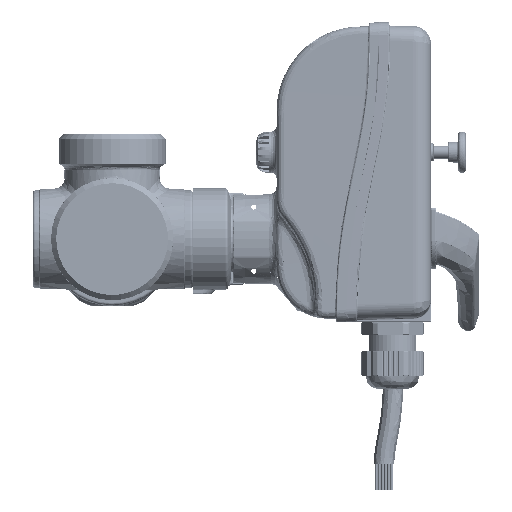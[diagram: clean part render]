
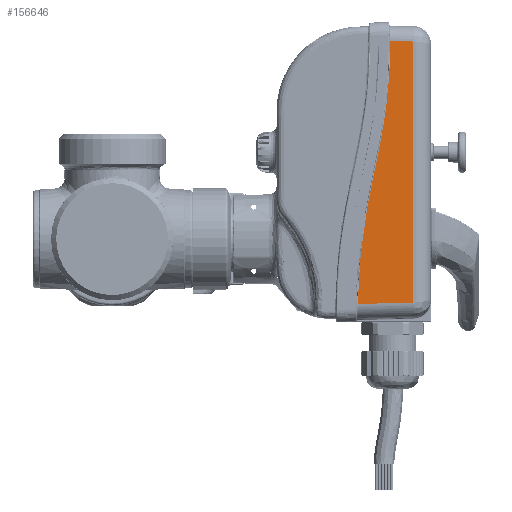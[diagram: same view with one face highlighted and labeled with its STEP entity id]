
A CAD part, left-side view. The second image highlights one B-rep face of the part: STEP entity #156646.
In plain terms, the highlighted planar face has unit normal (1, 0.026, 0).
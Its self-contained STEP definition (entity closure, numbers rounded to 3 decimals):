
#156506=CARTESIAN_POINT('Axis2P3D Location',(-34.521,-273.611,124.208)) ;
#156512=CARTESIAN_POINT('Control Point',(-34.521,-273.611,21.595)) ;
#156513=CARTESIAN_POINT('Control Point',(-35.091,-251.855,21.025)) ;
#156514=CARTESIAN_POINT('Vertex',(-34.521,-273.611,21.595)) ;
#156516=CARTESIAN_POINT('Vertex',(-35.091,-251.855,21.025)) ;
#156520=CARTESIAN_POINT('Control Point',(-35.091,-251.855,21.025)) ;
#156521=CARTESIAN_POINT('Control Point',(-35.088,-251.966,27.658)) ;
#156522=CARTESIAN_POINT('Control Point',(-35.076,-252.408,33.946)) ;
#156523=CARTESIAN_POINT('Vertex',(-35.076,-252.408,33.946)) ;
#156527=CARTESIAN_POINT('Control Point',(-35.076,-252.408,33.946)) ;
#156528=CARTESIAN_POINT('Control Point',(-35.064,-252.869,40.519)) ;
#156529=CARTESIAN_POINT('Control Point',(-35.042,-253.698,46.813)) ;
#156530=CARTESIAN_POINT('Vertex',(-35.042,-253.698,46.813)) ;
#156534=CARTESIAN_POINT('Control Point',(-35.042,-253.698,46.813)) ;
#156535=CARTESIAN_POINT('Control Point',(-35.031,-254.112,49.953)) ;
#156536=CARTESIAN_POINT('Control Point',(-35.017,-254.645,53.209)) ;
#156537=CARTESIAN_POINT('Vertex',(-35.017,-254.645,53.209)) ;
#156541=CARTESIAN_POINT('Control Point',(-35.017,-254.645,53.209)) ;
#156542=CARTESIAN_POINT('Control Point',(-35.005,-255.132,56.185)) ;
#156543=CARTESIAN_POINT('Control Point',(-34.988,-255.77,59.578)) ;
#156544=CARTESIAN_POINT('Vertex',(-34.988,-255.77,59.578)) ;
#156548=CARTESIAN_POINT('Control Point',(-34.988,-255.77,59.578)) ;
#156549=CARTESIAN_POINT('Control Point',(-34.974,-256.301,62.405)) ;
#156550=CARTESIAN_POINT('Control Point',(-34.955,-257.013,65.927)) ;
#156551=CARTESIAN_POINT('Vertex',(-34.955,-257.013,65.927)) ;
#156555=CARTESIAN_POINT('Control Point',(-34.955,-257.013,65.927)) ;
#156556=CARTESIAN_POINT('Control Point',(-34.948,-257.299,67.34)) ;
#156557=CARTESIAN_POINT('Control Point',(-34.939,-257.661,69.097)) ;
#156558=CARTESIAN_POINT('Vertex',(-34.939,-257.661,69.097)) ;
#156562=CARTESIAN_POINT('Control Point',(-34.939,-257.661,69.097)) ;
#156563=CARTESIAN_POINT('Control Point',(-34.933,-257.884,70.181)) ;
#156564=CARTESIAN_POINT('Control Point',(-34.921,-258.316,72.266)) ;
#156565=CARTESIAN_POINT('Vertex',(-34.921,-258.316,72.266)) ;
#156569=CARTESIAN_POINT('Control Point',(-34.921,-258.316,72.266)) ;
#156570=CARTESIAN_POINT('Control Point',(-34.91,-258.761,74.41)) ;
#156571=CARTESIAN_POINT('Control Point',(-34.904,-258.972,75.435)) ;
#156572=CARTESIAN_POINT('Vertex',(-34.904,-258.972,75.435)) ;
#156576=CARTESIAN_POINT('Control Point',(-34.904,-258.972,75.435)) ;
#156577=CARTESIAN_POINT('Control Point',(-34.895,-259.336,77.201)) ;
#156578=CARTESIAN_POINT('Control Point',(-34.887,-259.621,78.607)) ;
#156579=CARTESIAN_POINT('Vertex',(-34.887,-259.621,78.607)) ;
#156583=CARTESIAN_POINT('Control Point',(-34.887,-259.621,78.607)) ;
#156584=CARTESIAN_POINT('Control Point',(-34.868,-260.336,82.138)) ;
#156585=CARTESIAN_POINT('Control Point',(-34.855,-260.868,84.961)) ;
#156586=CARTESIAN_POINT('Vertex',(-34.855,-260.868,84.961)) ;
#156590=CARTESIAN_POINT('Control Point',(-34.855,-260.868,84.961)) ;
#156591=CARTESIAN_POINT('Control Point',(-34.838,-261.508,88.361)) ;
#156592=CARTESIAN_POINT('Control Point',(-34.825,-261.999,91.338)) ;
#156593=CARTESIAN_POINT('Vertex',(-34.825,-261.999,91.338)) ;
#156597=CARTESIAN_POINT('Control Point',(-34.825,-261.999,91.338)) ;
#156598=CARTESIAN_POINT('Control Point',(-34.81,-262.551,94.691)) ;
#156599=CARTESIAN_POINT('Control Point',(-34.8,-262.953,97.746)) ;
#156600=CARTESIAN_POINT('Vertex',(-34.8,-262.953,97.746)) ;
#156604=CARTESIAN_POINT('Control Point',(-34.8,-262.953,97.746)) ;
#156605=CARTESIAN_POINT('Control Point',(-34.779,-263.77,103.955)) ;
#156606=CARTESIAN_POINT('Control Point',(-34.768,-264.178,110.645)) ;
#156607=CARTESIAN_POINT('Vertex',(-34.768,-264.178,110.645)) ;
#156611=CARTESIAN_POINT('Control Point',(-34.768,-264.178,110.645)) ;
#156612=CARTESIAN_POINT('Control Point',(-34.758,-264.553,116.793)) ;
#156613=CARTESIAN_POINT('Control Point',(-34.757,-264.598,123.592)) ;
#156614=CARTESIAN_POINT('Vertex',(-34.757,-264.598,123.592)) ;
#156618=CARTESIAN_POINT('Control Point',(-34.757,-264.598,123.592)) ;
#156619=CARTESIAN_POINT('Control Point',(-34.521,-273.611,123.356)) ;
#156620=CARTESIAN_POINT('Vertex',(-34.521,-273.611,123.356)) ;
#156624=CARTESIAN_POINT('Control Point',(-34.521,-273.611,123.356)) ;
#156625=CARTESIAN_POINT('Control Point',(-34.521,-273.611,21.595)) ;
#156507=DIRECTION('Axis2P3D Direction',(1.,0.026,0.)) ;
#156508=DIRECTION('Axis2P3D XDirection',(0.,0.,-1.)) ;
#156509=AXIS2_PLACEMENT_3D('Plane Axis2P3D',#156506,#156507,#156508) ;
#156628=ORIENTED_EDGE('',*,*,#156518,.T.) ;
#156629=ORIENTED_EDGE('',*,*,#156525,.T.) ;
#156630=ORIENTED_EDGE('',*,*,#156532,.T.) ;
#156631=ORIENTED_EDGE('',*,*,#156539,.T.) ;
#156632=ORIENTED_EDGE('',*,*,#156546,.T.) ;
#156633=ORIENTED_EDGE('',*,*,#156553,.T.) ;
#156634=ORIENTED_EDGE('',*,*,#156560,.T.) ;
#156635=ORIENTED_EDGE('',*,*,#156567,.T.) ;
#156636=ORIENTED_EDGE('',*,*,#156574,.T.) ;
#156637=ORIENTED_EDGE('',*,*,#156581,.T.) ;
#156638=ORIENTED_EDGE('',*,*,#156588,.T.) ;
#156639=ORIENTED_EDGE('',*,*,#156595,.T.) ;
#156640=ORIENTED_EDGE('',*,*,#156602,.T.) ;
#156641=ORIENTED_EDGE('',*,*,#156609,.T.) ;
#156642=ORIENTED_EDGE('',*,*,#156616,.T.) ;
#156643=ORIENTED_EDGE('',*,*,#156622,.T.) ;
#156644=ORIENTED_EDGE('',*,*,#156626,.T.) ;
#156646=ADVANCED_FACE('Superficie.1499',(#156645),#156510,.T.) ;
#156511=B_SPLINE_CURVE_WITH_KNOTS('',1,(#156512,#156513),.UNSPECIFIED.,.F.,.U.,(2,2),(0.,21.771),.UNSPECIFIED.) ;
#156519=B_SPLINE_CURVE_WITH_KNOTS('',2,(#156520,#156521,#156522),.UNSPECIFIED.,.F.,.U.,(3,3),(0.,12.938),.UNSPECIFIED.) ;
#156526=B_SPLINE_CURVE_WITH_KNOTS('',2,(#156527,#156528,#156529),.UNSPECIFIED.,.F.,.U.,(3,3),(0.,12.937),.UNSPECIFIED.) ;
#156533=B_SPLINE_CURVE_WITH_KNOTS('',2,(#156534,#156535,#156536),.UNSPECIFIED.,.F.,.U.,(3,3),(0.,6.467),.UNSPECIFIED.) ;
#156540=B_SPLINE_CURVE_WITH_KNOTS('',2,(#156541,#156542,#156543),.UNSPECIFIED.,.F.,.U.,(3,3),(0.,6.468),.UNSPECIFIED.) ;
#156547=B_SPLINE_CURVE_WITH_KNOTS('',2,(#156548,#156549,#156550),.UNSPECIFIED.,.F.,.U.,(3,3),(0.,6.47),.UNSPECIFIED.) ;
#156554=B_SPLINE_CURVE_WITH_KNOTS('',2,(#156555,#156556,#156557),.UNSPECIFIED.,.F.,.U.,(3,3),(0.,3.236),.UNSPECIFIED.) ;
#156561=B_SPLINE_CURVE_WITH_KNOTS('',2,(#156562,#156563,#156564),.UNSPECIFIED.,.F.,.U.,(3,3),(0.,3.236),.UNSPECIFIED.) ;
#156568=B_SPLINE_CURVE_WITH_KNOTS('',2,(#156569,#156570,#156571),.UNSPECIFIED.,.F.,.U.,(3,3),(0.,3.236),.UNSPECIFIED.) ;
#156575=B_SPLINE_CURVE_WITH_KNOTS('',2,(#156576,#156577,#156578),.UNSPECIFIED.,.F.,.U.,(3,3),(0.,3.237),.UNSPECIFIED.) ;
#156582=B_SPLINE_CURVE_WITH_KNOTS('',2,(#156583,#156584,#156585),.UNSPECIFIED.,.F.,.U.,(3,3),(0.,6.475),.UNSPECIFIED.) ;
#156589=B_SPLINE_CURVE_WITH_KNOTS('',2,(#156590,#156591,#156592),.UNSPECIFIED.,.F.,.U.,(3,3),(0.,6.477),.UNSPECIFIED.) ;
#156596=B_SPLINE_CURVE_WITH_KNOTS('',2,(#156597,#156598,#156599),.UNSPECIFIED.,.F.,.U.,(3,3),(0.,6.48),.UNSPECIFIED.) ;
#156603=B_SPLINE_CURVE_WITH_KNOTS('',2,(#156604,#156605,#156606),.UNSPECIFIED.,.F.,.U.,(3,3),(0.,12.964),.UNSPECIFIED.) ;
#156610=B_SPLINE_CURVE_WITH_KNOTS('',2,(#156611,#156612,#156613),.UNSPECIFIED.,.F.,.U.,(3,3),(0.,12.959),.UNSPECIFIED.) ;
#156617=B_SPLINE_CURVE_WITH_KNOTS('',1,(#156618,#156619),.UNSPECIFIED.,.F.,.U.,(2,2),(0.,9.019),.UNSPECIFIED.) ;
#156623=B_SPLINE_CURVE_WITH_KNOTS('',1,(#156624,#156625),.UNSPECIFIED.,.F.,.U.,(2,2),(0.,101.761),.UNSPECIFIED.) ;
#156518=EDGE_CURVE('',#156515,#156517,#156511,.T.) ;
#156525=EDGE_CURVE('',#156517,#156524,#156519,.T.) ;
#156532=EDGE_CURVE('',#156524,#156531,#156526,.T.) ;
#156539=EDGE_CURVE('',#156531,#156538,#156533,.T.) ;
#156546=EDGE_CURVE('',#156538,#156545,#156540,.T.) ;
#156553=EDGE_CURVE('',#156545,#156552,#156547,.T.) ;
#156560=EDGE_CURVE('',#156552,#156559,#156554,.T.) ;
#156567=EDGE_CURVE('',#156559,#156566,#156561,.T.) ;
#156574=EDGE_CURVE('',#156566,#156573,#156568,.T.) ;
#156581=EDGE_CURVE('',#156573,#156580,#156575,.T.) ;
#156588=EDGE_CURVE('',#156580,#156587,#156582,.T.) ;
#156595=EDGE_CURVE('',#156587,#156594,#156589,.T.) ;
#156602=EDGE_CURVE('',#156594,#156601,#156596,.T.) ;
#156609=EDGE_CURVE('',#156601,#156608,#156603,.T.) ;
#156616=EDGE_CURVE('',#156608,#156615,#156610,.T.) ;
#156622=EDGE_CURVE('',#156615,#156621,#156617,.T.) ;
#156626=EDGE_CURVE('',#156621,#156515,#156623,.T.) ;
#156627=EDGE_LOOP('',(#156628,#156629,#156630,#156631,#156632,#156633,#156634,#156635,#156636,#156637,#156638,#156639,#156640,#156641,#156642,#156643,#156644)) ;
#156645=FACE_OUTER_BOUND('',#156627,.T.) ;
#156510=PLANE('',#156509) ;
#156515=VERTEX_POINT('',#156514) ;
#156517=VERTEX_POINT('',#156516) ;
#156524=VERTEX_POINT('',#156523) ;
#156531=VERTEX_POINT('',#156530) ;
#156538=VERTEX_POINT('',#156537) ;
#156545=VERTEX_POINT('',#156544) ;
#156552=VERTEX_POINT('',#156551) ;
#156559=VERTEX_POINT('',#156558) ;
#156566=VERTEX_POINT('',#156565) ;
#156573=VERTEX_POINT('',#156572) ;
#156580=VERTEX_POINT('',#156579) ;
#156587=VERTEX_POINT('',#156586) ;
#156594=VERTEX_POINT('',#156593) ;
#156601=VERTEX_POINT('',#156600) ;
#156608=VERTEX_POINT('',#156607) ;
#156615=VERTEX_POINT('',#156614) ;
#156621=VERTEX_POINT('',#156620) ;
